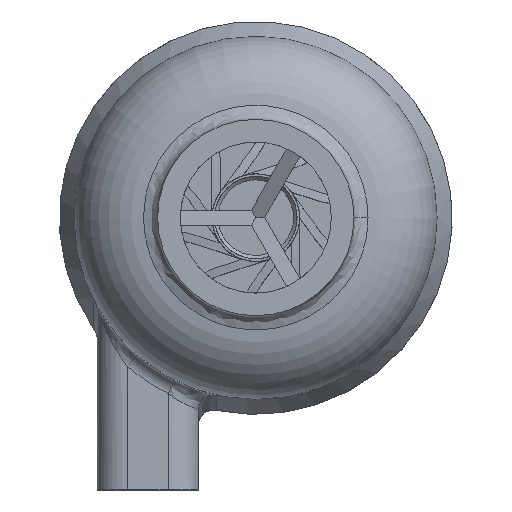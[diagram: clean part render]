
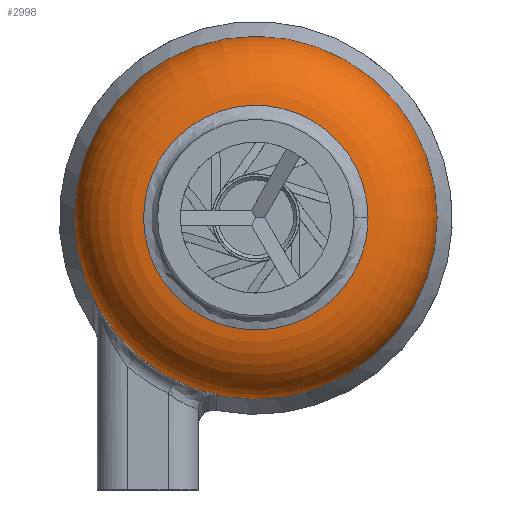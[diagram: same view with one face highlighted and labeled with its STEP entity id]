
A CAD part, top view. The second image highlights one B-rep face of the part: STEP entity #2998.
In plain terms, the highlighted toroidal (fillet/blend) face has major radius 7.081 mm and minor radius 4.919 mm.
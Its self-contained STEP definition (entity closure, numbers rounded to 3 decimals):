
#25=TOROIDAL_SURFACE('',#3366,7.081,4.919);
#93=B_SPLINE_CURVE_WITH_KNOTS('',3,(#6776,#6777,#6778,#6779,#6780,#6781,
#6782,#6783,#6784,#6785,#6786,#6787,#6788,#6789,#6790,#6791,#6792),
 .UNSPECIFIED.,.F.,.F.,(4,1,1,1,1,1,1,1,1,1,1,1,1,1,4),(0.,
0.335,0.669,1.004,1.338,1.784,
2.007,2.676,3.011,3.094,3.345,
3.68,4.014,4.349,4.683),
 .UNSPECIFIED.);
#498=FACE_OUTER_BOUND('',#717,.T.);
#717=EDGE_LOOP('',(#2748,#2749,#2750,#2751));
#1189=CIRCLE('',#3287,12.);
#1222=CIRCLE('',#3367,4.919);
#1399=VERTEX_POINT('',#6769);
#1428=VERTEX_POINT('',#7169);
#1762=EDGE_CURVE('',#1399,#1399,#93,.T.);
#1800=EDGE_CURVE('',#1428,#1428,#1189,.T.);
#1911=EDGE_CURVE('',#1428,#1399,#1222,.T.);
#2748=ORIENTED_EDGE('',*,*,#1762,.F.);
#2749=ORIENTED_EDGE('',*,*,#1911,.F.);
#2750=ORIENTED_EDGE('',*,*,#1800,.F.);
#2751=ORIENTED_EDGE('',*,*,#1911,.T.);
#2998=ADVANCED_FACE('',(#498),#25,.T.);
#3287=AXIS2_PLACEMENT_3D('',#7171,#3988,#3989);
#3366=AXIS2_PLACEMENT_3D('',#7482,#4211,#4212);
#3367=AXIS2_PLACEMENT_3D('',#7483,#4213,#4214);
#3988=DIRECTION('center_axis',(0.,0.,-1.));
#3989=DIRECTION('ref_axis',(1.,0.,0.));
#4211=DIRECTION('center_axis',(0.,0.,-1.));
#4212=DIRECTION('ref_axis',(-1.,0.,0.));
#4213=DIRECTION('center_axis',(0.,-1.,0.));
#4214=DIRECTION('ref_axis',(1.,0.,0.));
#6769=CARTESIAN_POINT('',(7.429,0.,16.522));
#6776=CARTESIAN_POINT('Ctrl Pts',(7.429,0.,
16.522));
#6777=CARTESIAN_POINT('Ctrl Pts',(7.429,1.105,16.522));
#6778=CARTESIAN_POINT('Ctrl Pts',(6.924,3.337,16.522));
#6779=CARTESIAN_POINT('Ctrl Pts',(4.787,6.008,16.522));
#6780=CARTESIAN_POINT('Ctrl Pts',(1.711,7.489,16.522));
#6781=CARTESIAN_POINT('Ctrl Pts',(-2.101,7.495,16.522));
#6782=CARTESIAN_POINT('Ctrl Pts',(-5.102,5.75,16.522));
#6783=CARTESIAN_POINT('Ctrl Pts',(-7.662,2.029,16.522));
#6784=CARTESIAN_POINT('Ctrl Pts',(-7.656,-2.448,16.522));
#6785=CARTESIAN_POINT('Ctrl Pts',(-5.315,-5.341,16.522));
#6786=CARTESIAN_POINT('Ctrl Pts',(-3.502,-6.629,16.522));
#6787=CARTESIAN_POINT('Ctrl Pts',(-1.418,-7.49,16.522));
#6788=CARTESIAN_POINT('Ctrl Pts',(1.717,-7.488,16.522));
#6789=CARTESIAN_POINT('Ctrl Pts',(4.794,-6.004,16.522));
#6790=CARTESIAN_POINT('Ctrl Pts',(6.928,-3.321,16.522));
#6791=CARTESIAN_POINT('Ctrl Pts',(7.428,-1.111,16.522));
#6792=CARTESIAN_POINT('Ctrl Pts',(7.429,-0.006,
16.522));
#7169=CARTESIAN_POINT('',(12.,0.,11.616));
#7171=CARTESIAN_POINT('Origin',(0.,0.,11.616));
#7482=CARTESIAN_POINT('Origin',(0.,0.,11.616));
#7483=CARTESIAN_POINT('Origin',(7.081,0.,
11.616));
